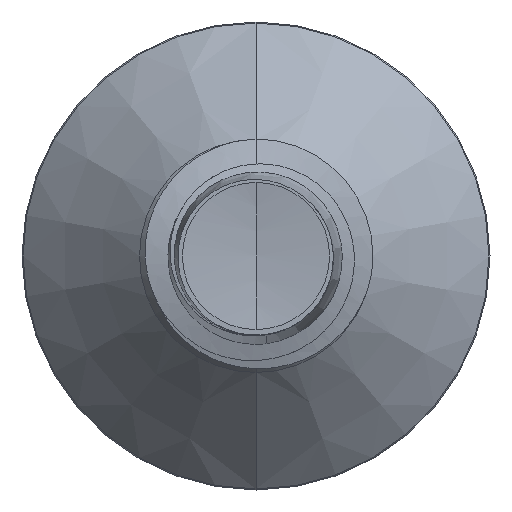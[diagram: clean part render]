
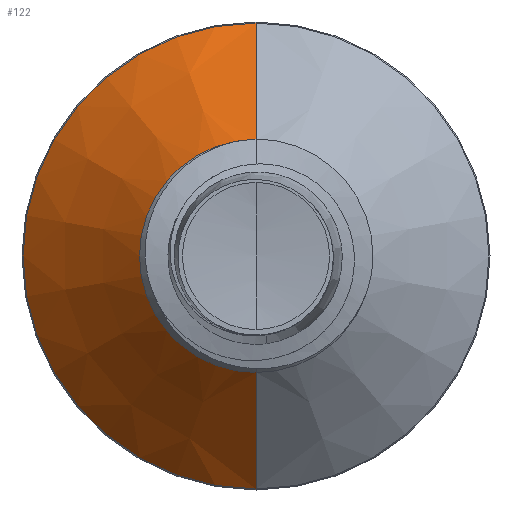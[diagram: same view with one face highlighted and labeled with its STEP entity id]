
A CAD part, front view. The second image highlights one B-rep face of the part: STEP entity #122.
In plain terms, the highlighted conical face has half-angle 45 degrees and reference radius 0.996 mm.
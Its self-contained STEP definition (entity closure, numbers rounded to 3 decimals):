
#30 = AXIS2_PLACEMENT_3D ( 'NONE', #294, #2787, #1889 ) ;
#91 = AXIS2_PLACEMENT_3D ( 'NONE', #4314, #554, #4920 ) ;
#122 = ADVANCED_FACE ( 'NONE', ( #2518 ), #638, .T. ) ;
#237 = CARTESIAN_POINT ( 'NONE',  ( 0., 0.646, -0.996 ) ) ;
#294 = CARTESIAN_POINT ( 'NONE',  ( 0., 0.646, 0. ) ) ;
#347 = CARTESIAN_POINT ( 'NONE',  ( 0., 0.646, -0.996 ) ) ;
#397 = ORIENTED_EDGE ( 'NONE', *, *, #3163, .T. ) ;
#554 = DIRECTION ( 'NONE',  ( 0., 1., 0. ) ) ;
#638 = CONICAL_SURFACE ( 'NONE', #30, 0.996, 0.785 ) ;
#771 = VERTEX_POINT ( 'NONE', #2817 ) ;
#875 = VERTEX_POINT ( 'NONE', #7782 ) ;
#964 = AXIS2_PLACEMENT_3D ( 'NONE', #1853, #6171, #2488 ) ;
#1853 = CARTESIAN_POINT ( 'NONE',  ( 0., 0.646, 0. ) ) ;
#1889 = DIRECTION ( 'NONE',  ( 0., 0., 1. ) ) ;
#2233 = EDGE_LOOP ( 'NONE', ( #7205, #397, #6753, #5524 ) ) ;
#2322 = VECTOR ( 'NONE', #4618, 1000. ) ;
#2488 = DIRECTION ( 'NONE',  ( 0., 0., 1. ) ) ;
#2518 = FACE_OUTER_BOUND ( 'NONE', #2233, .T. ) ;
#2787 = DIRECTION ( 'NONE',  ( 0., 1., 0. ) ) ;
#2817 = CARTESIAN_POINT ( 'NONE',  ( 0., 1.641, 1.991 ) ) ;
#2978 = DIRECTION ( 'NONE',  ( 0., 0.707, 0.707 ) ) ;
#3049 = EDGE_CURVE ( 'NONE', #4462, #771, #3308, .T. ) ;
#3163 = EDGE_CURVE ( 'NONE', #4952, #875, #4369, .T. ) ;
#3308 = CIRCLE ( 'NONE', #91, 1.991 ) ;
#3538 = CARTESIAN_POINT ( 'NONE',  ( 0., 1.641, -1.991 ) ) ;
#3677 = EDGE_CURVE ( 'NONE', #875, #771, #5022, .T. ) ;
#4314 = CARTESIAN_POINT ( 'NONE',  ( 0., 1.641, 0. ) ) ;
#4369 = CIRCLE ( 'NONE', #964, 0.996 ) ;
#4462 = VERTEX_POINT ( 'NONE', #3538 ) ;
#4618 = DIRECTION ( 'NONE',  ( 0., 0.707, -0.707 ) ) ;
#4920 = DIRECTION ( 'NONE',  ( 0., 0., 1. ) ) ;
#4952 = VERTEX_POINT ( 'NONE', #347 ) ;
#5022 = LINE ( 'NONE', #7188, #5214 ) ;
#5214 = VECTOR ( 'NONE', #2978, 1000. ) ;
#5311 = EDGE_CURVE ( 'NONE', #4952, #4462, #6990, .T. ) ;
#5524 = ORIENTED_EDGE ( 'NONE', *, *, #3049, .F. ) ;
#6171 = DIRECTION ( 'NONE',  ( 0., 1., 0. ) ) ;
#6753 = ORIENTED_EDGE ( 'NONE', *, *, #3677, .T. ) ;
#6990 = LINE ( 'NONE', #237, #2322 ) ;
#7188 = CARTESIAN_POINT ( 'NONE',  ( 0., 0.646, 0.996 ) ) ;
#7205 = ORIENTED_EDGE ( 'NONE', *, *, #5311, .F. ) ;
#7782 = CARTESIAN_POINT ( 'NONE',  ( 0., 0.646, 0.996 ) ) ;
